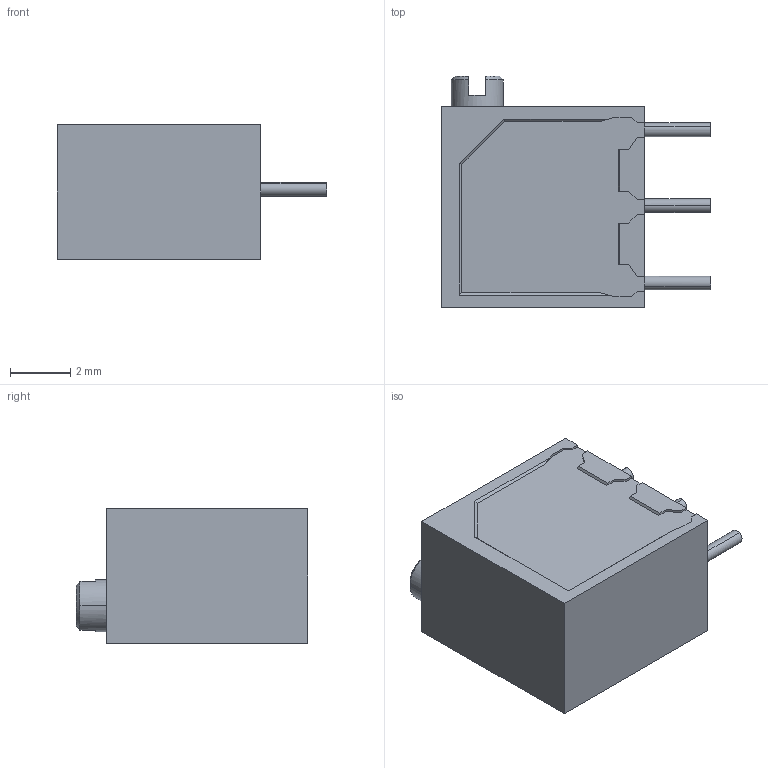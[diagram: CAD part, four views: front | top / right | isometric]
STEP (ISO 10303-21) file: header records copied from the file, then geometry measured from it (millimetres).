
FILE_DESCRIPTION((''),'2;1');
FILE_NAME('33756-66604','2012-10-30T',('stevec'),('Bourns, Inc.'),'PRO/ENGINEER BY PARAMETRIC TECHNOLOGY CORPORATION, 2012230','PRO/ENGINEER BY PARAMETRIC TECHNOLOGY CORPORATION, 2012230','');
FILE_SCHEMA(('CONFIG_CONTROL_DESIGN'));
Length unit declared in the file: inch
Products named in the file (1): 33756-66604
Bounding box: 8.98 x 7.72 x 4.5 mm (x, y, z)
Volume: 203.7 mm3; surface area: 245.2 mm2
Topology: 1 solids, 5 shells, 100 faces, 266 edges, 176 vertices
Faces by surface type: plane 72, cylinder 17, torus 8, cone 3
Entity records: 3186 total; most frequent: CARTESIAN_POINT 639, ORIENTED_EDGE 532, DIRECTION 502, EDGE_CURVE 266, VECTOR 188, LINE 188, VERTEX_POINT 176, AXIS2_PLACEMENT_3D 157
